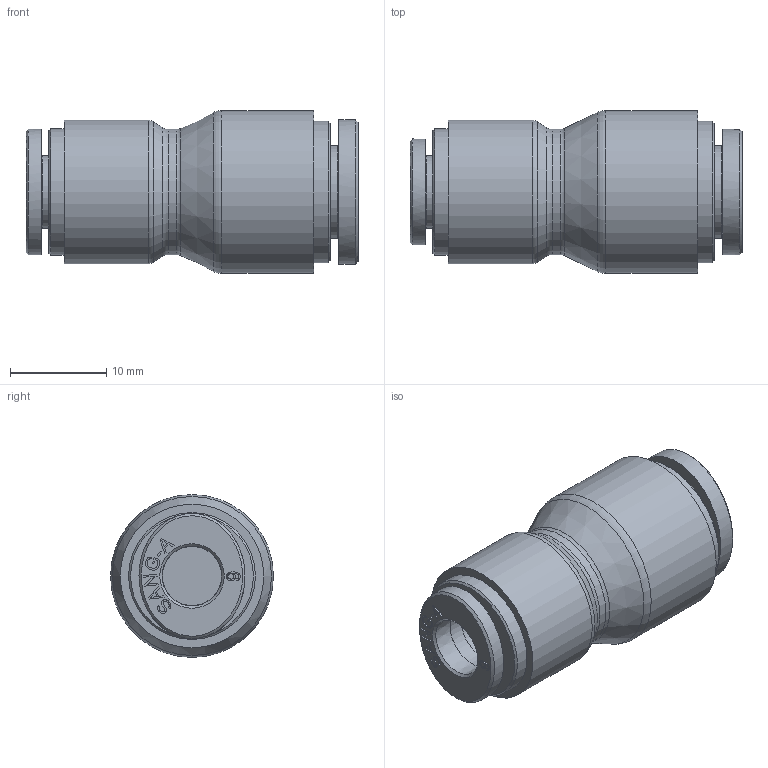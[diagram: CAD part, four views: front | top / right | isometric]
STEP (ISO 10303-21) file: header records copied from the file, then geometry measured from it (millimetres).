
FILE_DESCRIPTION((''),'2;1');
FILE_NAME('HR-PG 0806.stp','2020-03-19T16:43:14',('user'),(''),'Autodesk Inventor 2013','Autodesk Inventor 2013','');
FILE_SCHEMA(('AUTOMOTIVE_DESIGN { 1 0 10303 214 1 1 1 1 }'));
Length unit declared in the file: millimetre
Products named in the file (8): 조립품24; HR-PG 0806 BODY; HR-COLLAR 06; HR-Collar 06L(SUS); HR-SLEEVE 06; HR-COLLAR 08; HR-Collar 08L(SUS); HR-SLEEVE 08
Assembly tree (7 placements, depth 3):
  조립품24
    HR-PG 0806 BODY
    HR-COLLAR 06
      HR-Collar 06L(SUS)
      HR-SLEEVE 06
    HR-COLLAR 08
      HR-Collar 08L(SUS)
      HR-SLEEVE 08
Bounding box: 34.45 x 16.9 x 16.9 mm (x, y, z)
Volume: 4604 mm3; surface area: 3593 mm2
Topology: 5 solids, 5 shells, 286 faces, 726 edges, 480 vertices
Faces by surface type: plane 146, bspline 115, cylinder 12, cone 9, torus 4
Full cylindrical faces by diameter (mm): 6.198 x1, 6.2 x1, 7.5 x1, 8.2 x3, 9.6 x1, 13 x1, 13.15 x1, 14.7 x1, 14.9 x1, 16.9 x1
Entity records: 9371 total; most frequent: CARTESIAN_POINT 3121, ORIENTED_EDGE 1390, DIRECTION 879, EDGE_CURVE 695, VERTEX_POINT 476, VECTOR 431, LINE 431, EDGE_LOOP 351
